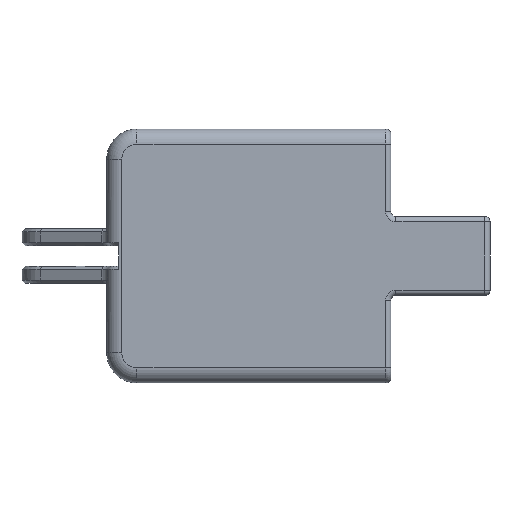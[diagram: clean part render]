
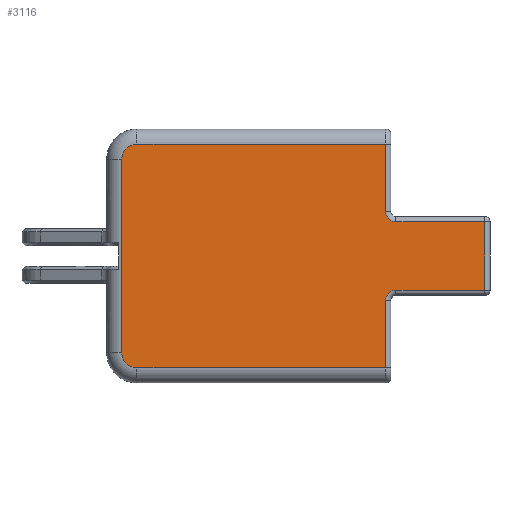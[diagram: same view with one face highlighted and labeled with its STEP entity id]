
A CAD part, front view. The second image highlights one B-rep face of the part: STEP entity #3116.
In plain terms, the highlighted planar face has unit normal (0, -1, 0).
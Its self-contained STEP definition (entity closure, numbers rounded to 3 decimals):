
#88 = DIRECTION ( 'NONE',  ( 0., 0., 1. ) ) ;
#208 = FACE_OUTER_BOUND ( 'NONE', #4775, .T. ) ;
#342 = VERTEX_POINT ( 'NONE', #1585 ) ;
#362 = EDGE_CURVE ( 'NONE', #342, #3642, #3436, .T. ) ;
#392 = CARTESIAN_POINT ( 'NONE',  ( 15., -2.01, 5.66 ) ) ;
#394 = VERTEX_POINT ( 'NONE', #4964 ) ;
#437 = CARTESIAN_POINT ( 'NONE',  ( -29.5, -2.01, -16. ) ) ;
#467 = DIRECTION ( 'NONE',  ( 0., -1., 0. ) ) ;
#508 = AXIS2_PLACEMENT_3D ( 'NONE', #525, #4088, #915 ) ;
#509 = DIRECTION ( 'NONE',  ( 1., 0., 0. ) ) ;
#519 = VERTEX_POINT ( 'NONE', #889 ) ;
#525 = CARTESIAN_POINT ( 'NONE',  ( -27., -2.01, 16. ) ) ;
#546 = EDGE_CURVE ( 'NONE', #4059, #2678, #1308, .T. ) ;
#726 = DIRECTION ( 'NONE',  ( 0., 1., 0. ) ) ;
#759 = ORIENTED_EDGE ( 'NONE', *, *, #4653, .T. ) ;
#775 = CARTESIAN_POINT ( 'NONE',  ( -29.5, -2.01, -16. ) ) ;
#867 = LINE ( 'NONE', #3627, #892 ) ;
#889 = CARTESIAN_POINT ( 'NONE',  ( 30.56, -2.01, -5.66 ) ) ;
#892 = VECTOR ( 'NONE', #509, 1000. ) ;
#911 = EDGE_CURVE ( 'NONE', #4059, #5256, #5576, .T. ) ;
#915 = DIRECTION ( 'NONE',  ( 0., 0., 1. ) ) ;
#1029 = CARTESIAN_POINT ( 'NONE',  ( 15., -2.01, 18.5 ) ) ;
#1100 = LINE ( 'NONE', #775, #4253 ) ;
#1127 = CARTESIAN_POINT ( 'NONE',  ( 15., -2.01, -18.5 ) ) ;
#1222 = DIRECTION ( 'NONE',  ( 0., 0., -1. ) ) ;
#1230 = LINE ( 'NONE', #392, #1940 ) ;
#1298 = ORIENTED_EDGE ( 'NONE', *, *, #362, .T. ) ;
#1308 = CIRCLE ( 'NONE', #4846, 1.68 ) ;
#1349 = CARTESIAN_POINT ( 'NONE',  ( 30.56, -2.01, 5.66 ) ) ;
#1499 = CARTESIAN_POINT ( 'NONE',  ( 30.56, -2.01, 11. ) ) ;
#1560 = CARTESIAN_POINT ( 'NONE',  ( 15., -2.01, 11. ) ) ;
#1585 = CARTESIAN_POINT ( 'NONE',  ( -27., -2.01, -18.5 ) ) ;
#1664 = CARTESIAN_POINT ( 'NONE',  ( 14.16, -2.01, -7.34 ) ) ;
#1666 = CIRCLE ( 'NONE', #508, 2.5 ) ;
#1674 = CARTESIAN_POINT ( 'NONE',  ( 14.16, -2.01, -18.5 ) ) ;
#1684 = VECTOR ( 'NONE', #2115, 1000. ) ;
#1902 = ORIENTED_EDGE ( 'NONE', *, *, #5554, .T. ) ;
#1940 = VECTOR ( 'NONE', #5810, 1000. ) ;
#2036 = DIRECTION ( 'NONE',  ( 0., 0., 1. ) ) ;
#2115 = DIRECTION ( 'NONE',  ( 1., 0., 0. ) ) ;
#2124 = DIRECTION ( 'NONE',  ( 0., -1., 0. ) ) ;
#2137 = VECTOR ( 'NONE', #4175, 1000. ) ;
#2142 = VECTOR ( 'NONE', #2252, 1000. ) ;
#2143 = VERTEX_POINT ( 'NONE', #437 ) ;
#2175 = EDGE_CURVE ( 'NONE', #394, #5783, #1666, .T. ) ;
#2252 = DIRECTION ( 'NONE',  ( 0., 0., 1. ) ) ;
#2294 = DIRECTION ( 'NONE',  ( 0., 0., 1. ) ) ;
#2309 = LINE ( 'NONE', #3153, #2142 ) ;
#2349 = CARTESIAN_POINT ( 'NONE',  ( 14.16, -2.01, 18.5 ) ) ;
#2405 = ORIENTED_EDGE ( 'NONE', *, *, #3654, .T. ) ;
#2406 = EDGE_CURVE ( 'NONE', #5256, #394, #5137, .T. ) ;
#2588 = VERTEX_POINT ( 'NONE', #1664 ) ;
#2671 = EDGE_CURVE ( 'NONE', #3642, #2588, #2309, .T. ) ;
#2678 = VERTEX_POINT ( 'NONE', #5452 ) ;
#2723 = AXIS2_PLACEMENT_3D ( 'NONE', #3417, #2124, #5776 ) ;
#2877 = DIRECTION ( 'NONE',  ( 0., 0., 1. ) ) ;
#2991 = VECTOR ( 'NONE', #5013, 1000. ) ;
#2998 = VERTEX_POINT ( 'NONE', #3873 ) ;
#3104 = ORIENTED_EDGE ( 'NONE', *, *, #5793, .T. ) ;
#3116 = ADVANCED_FACE ( 'NONE', ( #208 ), #3117, .F. ) ;
#3117 = PLANE ( 'NONE',  #5016 ) ;
#3153 = CARTESIAN_POINT ( 'NONE',  ( 14.16, -2.01, -6.5 ) ) ;
#3186 = EDGE_CURVE ( 'NONE', #2998, #2588, #4731, .T. ) ;
#3201 = ORIENTED_EDGE ( 'NONE', *, *, #2175, .T. ) ;
#3210 = CIRCLE ( 'NONE', #2723, 2.5 ) ;
#3301 = EDGE_CURVE ( 'NONE', #2143, #342, #3210, .T. ) ;
#3417 = CARTESIAN_POINT ( 'NONE',  ( -27., -2.01, -16. ) ) ;
#3436 = LINE ( 'NONE', #1127, #1684 ) ;
#3455 = CARTESIAN_POINT ( 'NONE',  ( 14.16, -2.01, 7.34 ) ) ;
#3492 = ORIENTED_EDGE ( 'NONE', *, *, #911, .T. ) ;
#3627 = CARTESIAN_POINT ( 'NONE',  ( 31.4, -2.01, -5.66 ) ) ;
#3642 = VERTEX_POINT ( 'NONE', #1674 ) ;
#3654 = EDGE_CURVE ( 'NONE', #5783, #2143, #1100, .T. ) ;
#3694 = CARTESIAN_POINT ( 'NONE',  ( 14.16, -2.01, 18.5 ) ) ;
#3716 = CARTESIAN_POINT ( 'NONE',  ( -29.5, -2.01, 16. ) ) ;
#3811 = DIRECTION ( 'NONE',  ( 0., -1., 0. ) ) ;
#3873 = CARTESIAN_POINT ( 'NONE',  ( 15.84, -2.01, -5.66 ) ) ;
#3950 = VECTOR ( 'NONE', #88, 1000. ) ;
#4059 = VERTEX_POINT ( 'NONE', #3455 ) ;
#4088 = DIRECTION ( 'NONE',  ( 0., -1., 0. ) ) ;
#4175 = DIRECTION ( 'NONE',  ( -1., 0., 0. ) ) ;
#4253 = VECTOR ( 'NONE', #1222, 1000. ) ;
#4573 = CARTESIAN_POINT ( 'NONE',  ( 15.84, -2.01, 7.34 ) ) ;
#4653 = EDGE_CURVE ( 'NONE', #519, #5881, #5643, .T. ) ;
#4725 = AXIS2_PLACEMENT_3D ( 'NONE', #5622, #3811, #2877 ) ;
#4731 = CIRCLE ( 'NONE', #4725, 1.68 ) ;
#4775 = EDGE_LOOP ( 'NONE', ( #1298, #5733, #5288, #3104, #759, #1902, #4869, #3492, #5227, #3201, #2405, #5636 ) ) ;
#4846 = AXIS2_PLACEMENT_3D ( 'NONE', #4573, #467, #2294 ) ;
#4869 = ORIENTED_EDGE ( 'NONE', *, *, #546, .F. ) ;
#4964 = CARTESIAN_POINT ( 'NONE',  ( -27., -2.01, 18.5 ) ) ;
#5013 = DIRECTION ( 'NONE',  ( 0., 0., 1. ) ) ;
#5016 = AXIS2_PLACEMENT_3D ( 'NONE', #1560, #726, #2036 ) ;
#5137 = LINE ( 'NONE', #1029, #2137 ) ;
#5227 = ORIENTED_EDGE ( 'NONE', *, *, #2406, .T. ) ;
#5256 = VERTEX_POINT ( 'NONE', #3694 ) ;
#5288 = ORIENTED_EDGE ( 'NONE', *, *, #3186, .F. ) ;
#5452 = CARTESIAN_POINT ( 'NONE',  ( 15.84, -2.01, 5.66 ) ) ;
#5554 = EDGE_CURVE ( 'NONE', #5881, #2678, #1230, .T. ) ;
#5576 = LINE ( 'NONE', #2349, #2991 ) ;
#5622 = CARTESIAN_POINT ( 'NONE',  ( 15.84, -2.01, -7.34 ) ) ;
#5636 = ORIENTED_EDGE ( 'NONE', *, *, #3301, .T. ) ;
#5643 = LINE ( 'NONE', #1499, #3950 ) ;
#5733 = ORIENTED_EDGE ( 'NONE', *, *, #2671, .T. ) ;
#5776 = DIRECTION ( 'NONE',  ( 0., 0., 1. ) ) ;
#5783 = VERTEX_POINT ( 'NONE', #3716 ) ;
#5793 = EDGE_CURVE ( 'NONE', #2998, #519, #867, .T. ) ;
#5810 = DIRECTION ( 'NONE',  ( -1., 0., 0. ) ) ;
#5881 = VERTEX_POINT ( 'NONE', #1349 ) ;
